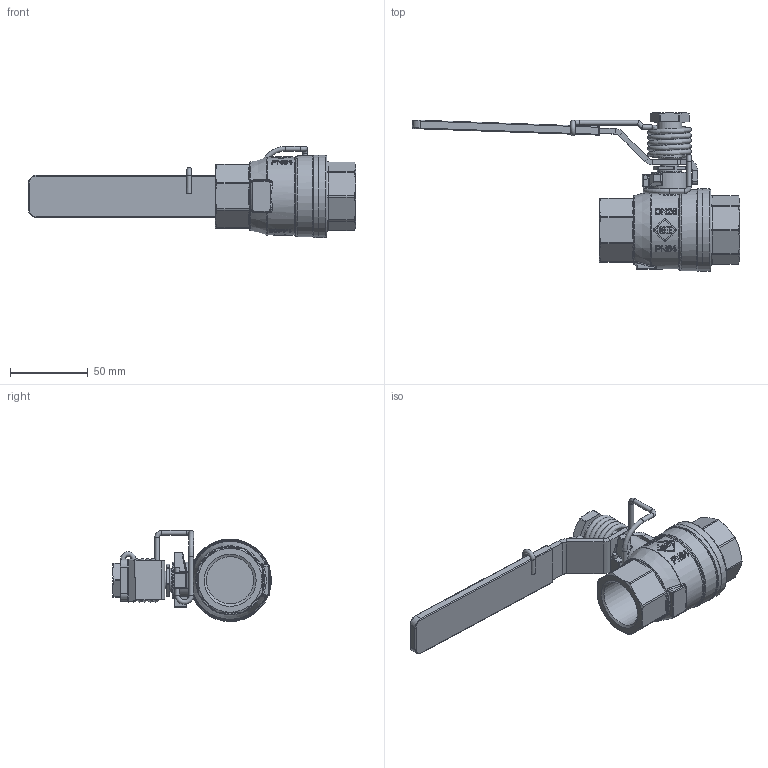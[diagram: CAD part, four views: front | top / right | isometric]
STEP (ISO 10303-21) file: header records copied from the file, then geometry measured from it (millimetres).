
FILE_DESCRIPTION(/* description */ (''),/* implementation_level */ '2;1');
FILE_NAME(/* name */ '842_842F_25.stp',/* time_stamp */ '2021-04-14T10:08:43+02:00',/* author */ ('sga-ext'),/* organization */ (''),/* preprocessor_version */ 'ST-DEVELOPER v18.1',/* originating_system */ 'Autodesk Inventor 2021',/* authorisation */ '');
FILE_SCHEMA (('AUTOMOTIVE_DESIGN { 1 0 10303 214 3 1 1 }'));
Length unit declared in the file: millimetre
Products named in the file (1): ENG-067846
Bounding box: 210.14 x 101.94 x 58.5 mm (x, y, z)
Volume: 167591 mm3; surface area: 43346 mm2
Topology: 1 solids, 1 shells, 915 faces, 2310 edges, 1463 vertices
Faces by surface type: plane 396, cylinder 219, bspline 210, cone 36, torus 34, sphere 20
Full cylindrical faces by diameter (mm): 3 x9, 11.8 x1, 15.5 x1, 16 x1, 23 x1, 30.291 x2, 52 x1, 53 x2
Entity records: 34094 total; most frequent: CARTESIAN_POINT 12454, ORIENTED_EDGE 4596, DIRECTION 3784, EDGE_CURVE 2298, VERTEX_POINT 1459, AXIS2_PLACEMENT_3D 1329, LINE 1126, VECTOR 1126
